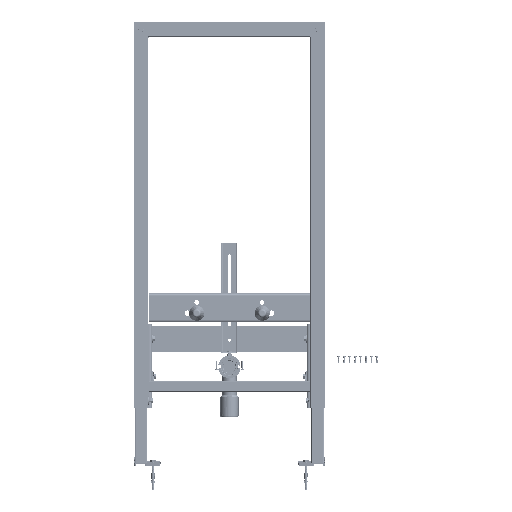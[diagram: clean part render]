
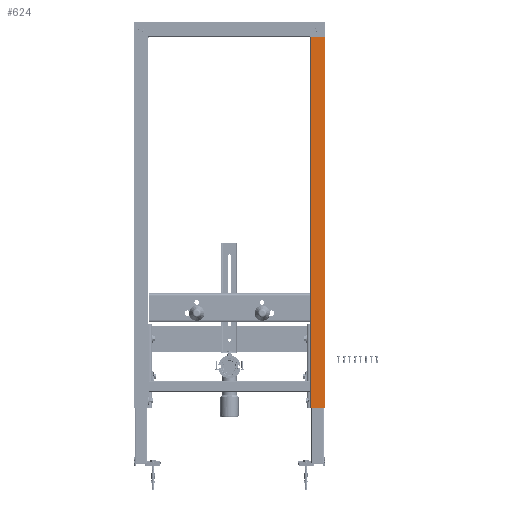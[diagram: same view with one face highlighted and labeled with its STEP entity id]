
A CAD part, top view. The second image highlights one B-rep face of the part: STEP entity #624.
In plain terms, the highlighted planar face has unit normal (0, 0, 1).
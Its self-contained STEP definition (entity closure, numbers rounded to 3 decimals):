
#137=DIRECTION('',(1.,0.,0.));
#138=VECTOR('',#137,38.);
#139=CARTESIAN_POINT('',(223.5,-510.,15.));
#140=LINE('',#139,#138);
#190=DIRECTION('',(1.,0.,0.));
#191=VECTOR('',#190,38.);
#192=CARTESIAN_POINT('',(223.5,510.,15.));
#193=LINE('',#192,#191);
#265=DIRECTION('',(0.,-1.,0.));
#266=VECTOR('',#265,1020.);
#267=CARTESIAN_POINT('',(261.5,510.,15.));
#268=LINE('',#267,#266);
#269=DIRECTION('',(0.,-1.,0.));
#270=VECTOR('',#269,1020.);
#271=CARTESIAN_POINT('',(223.5,510.,15.));
#272=LINE('',#271,#270);
#350=CARTESIAN_POINT('',(261.5,-510.,15.));
#352=VERTEX_POINT('',#350);
#353=CARTESIAN_POINT('',(261.5,510.,15.));
#354=VERTEX_POINT('',#353);
#365=CARTESIAN_POINT('',(223.5,-510.,15.));
#367=VERTEX_POINT('',#365);
#371=CARTESIAN_POINT('',(223.5,510.,15.));
#372=VERTEX_POINT('',#371);
#612=CARTESIAN_POINT('',(222.5,-510.,15.));
#613=DIRECTION('',(0.,0.,1.));
#614=DIRECTION('',(1.,0.,0.));
#615=AXIS2_PLACEMENT_3D('',#612,#613,#614);
#616=PLANE('',#615);
#617=ORIENTED_EDGE('',*,*,#597,.T.);
#618=ORIENTED_EDGE('',*,*,#416,.F.);
#620=ORIENTED_EDGE('',*,*,#619,.F.);
#621=ORIENTED_EDGE('',*,*,#475,.T.);
#622=EDGE_LOOP('',(#617,#618,#620,#621));
#623=FACE_OUTER_BOUND('',#622,.F.);
#624=ADVANCED_FACE('',(#623),#616,.T.);
#416=EDGE_CURVE('',#367,#352,#140,.T.);
#475=EDGE_CURVE('',#372,#354,#193,.T.);
#597=EDGE_CURVE('',#354,#352,#268,.T.);
#619=EDGE_CURVE('',#372,#367,#272,.T.);
